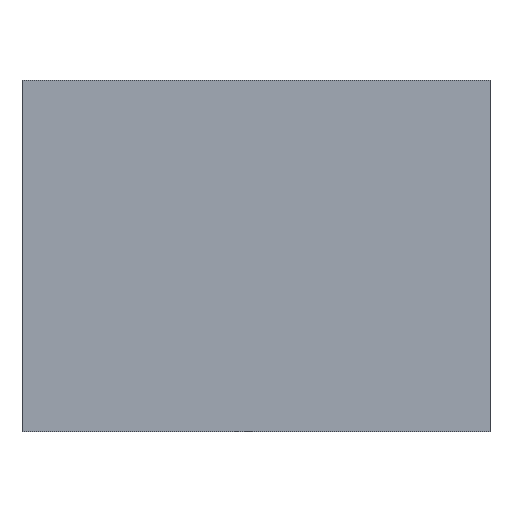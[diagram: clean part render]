
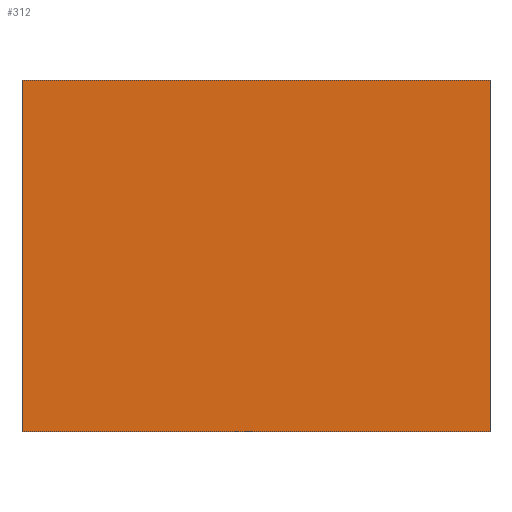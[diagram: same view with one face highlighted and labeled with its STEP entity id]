
A CAD part, front view. The second image highlights one B-rep face of the part: STEP entity #312.
In plain terms, the highlighted planar face has unit normal (0, -1, 0).
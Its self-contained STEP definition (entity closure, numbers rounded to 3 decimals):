
#42=LINE('',#512,#54);
#44=LINE('',#516,#56);
#45=LINE('',#518,#57);
#46=LINE('',#520,#58);
#54=VECTOR('',#408,1000.);
#56=VECTOR('',#412,1000.);
#57=VECTOR('',#413,1000.);
#58=VECTOR('',#414,1000.);
#72=ORIENTED_EDGE('',*,*,#135,.T.);
#73=ORIENTED_EDGE('',*,*,#136,.F.);
#74=ORIENTED_EDGE('',*,*,#137,.F.);
#75=ORIENTED_EDGE('',*,*,#133,.T.);
#133=EDGE_CURVE('',#165,#164,#42,.T.);
#135=EDGE_CURVE('',#164,#166,#44,.T.);
#136=EDGE_CURVE('',#167,#166,#45,.T.);
#137=EDGE_CURVE('',#165,#167,#46,.T.);
#164=VERTEX_POINT('',#511);
#165=VERTEX_POINT('',#513);
#166=VERTEX_POINT('',#517);
#167=VERTEX_POINT('',#519);
#212=EDGE_LOOP('',(#72,#73,#74,#75));
#258=FACE_BOUND('',#212,.T.);
#303=PLANE('',#352);
#312=ADVANCED_FACE('',(#258),#303,.F.);
#352=AXIS2_PLACEMENT_3D('',#515,#410,#411);
#408=DIRECTION('',(0.,0.,-1.));
#410=DIRECTION('',(0.,1.,0.));
#411=DIRECTION('',(0.,0.,1.));
#412=DIRECTION('',(1.,0.,0.));
#413=DIRECTION('',(0.,0.,-1.));
#414=DIRECTION('',(1.,0.,0.));
#511=CARTESIAN_POINT('',(-10.,0.,-7.5));
#512=CARTESIAN_POINT('',(-10.,0.,7.5));
#513=CARTESIAN_POINT('',(-10.,0.,7.5));
#515=CARTESIAN_POINT('',(-10.,0.,7.5));
#516=CARTESIAN_POINT('',(-10.,0.,-7.5));
#517=CARTESIAN_POINT('',(10.,0.,-7.5));
#518=CARTESIAN_POINT('',(10.,0.,7.5));
#519=CARTESIAN_POINT('',(10.,0.,7.5));
#520=CARTESIAN_POINT('',(-10.,0.,7.5));
